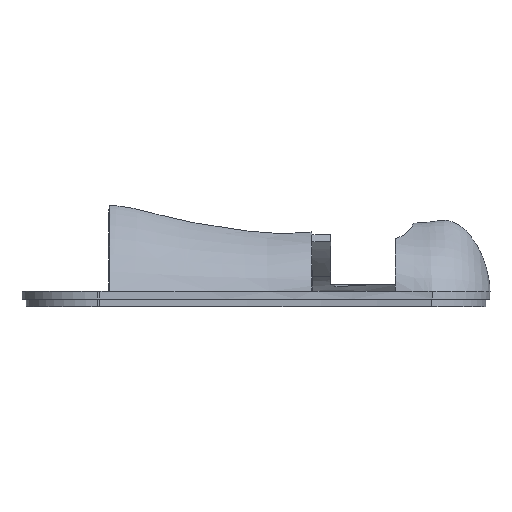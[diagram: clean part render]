
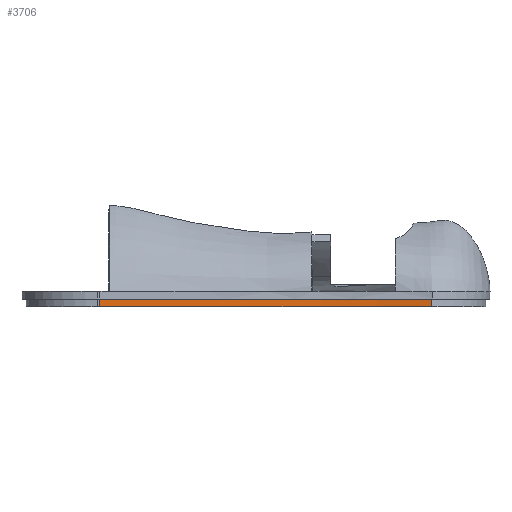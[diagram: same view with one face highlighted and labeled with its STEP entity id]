
A CAD part, left-side view. The second image highlights one B-rep face of the part: STEP entity #3706.
In plain terms, the highlighted free-form (B-spline) face has degree [3, 1] with [16, 2] control points.
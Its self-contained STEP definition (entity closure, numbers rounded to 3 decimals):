
#19 = LINE ( 'NONE', #5182, #3030 ) ;
#149 = EDGE_CURVE ( 'NONE', #5402, #3310, #3208, .T. ) ;
#197 = EDGE_CURVE ( 'NONE', #4384, #980, #19, .T. ) ;
#332 = CARTESIAN_POINT ( 'NONE',  ( 145.314, 6.257, 6. ) ) ;
#354 = CARTESIAN_POINT ( 'NONE',  ( 146.007, -30.309, 8. ) ) ;
#586 = CARTESIAN_POINT ( 'NONE',  ( 146.473, -19.325, 6. ) ) ;
#908 = CARTESIAN_POINT ( 'NONE',  ( 142.424, 35.396, 8. ) ) ;
#935 = CARTESIAN_POINT ( 'NONE',  ( 145.648, 2.61, 6. ) ) ;
#958 = CARTESIAN_POINT ( 'NONE',  ( 144.197, -44.839, 8. ) ) ;
#959 = CARTESIAN_POINT ( 'NONE',  ( 145.263, -37.59, 8. ) ) ;
#965 = CARTESIAN_POINT ( 'NONE',  ( 145.263, -37.591, 8. ) ) ;
#975 = CARTESIAN_POINT ( 'NONE',  ( 146.006, -30.311, 8. ) ) ;
#980 = VERTEX_POINT ( 'NONE', #3650 ) ;
#985 = CARTESIAN_POINT ( 'NONE',  ( 146.473, -19.329, 8. ) ) ;
#987 = CARTESIAN_POINT ( 'NONE',  ( 146.52, -15.67, 8. ) ) ;
#993 = CARTESIAN_POINT ( 'NONE',  ( 146.372, -8.357, 8. ) ) ;
#997 = CARTESIAN_POINT ( 'NONE',  ( 146.177, -4.703, 8. ) ) ;
#1004 = CARTESIAN_POINT ( 'NONE',  ( 145.649, 2.603, 8. ) ) ;
#1013 = CARTESIAN_POINT ( 'NONE',  ( 145.315, 6.249, 8. ) ) ;
#1014 = CARTESIAN_POINT ( 'NONE',  ( 144.788, 11.716, 8. ) ) ;
#1023 = CARTESIAN_POINT ( 'NONE',  ( 144.608, 13.537, 8. ) ) ;
#1030 = CARTESIAN_POINT ( 'NONE',  ( 144.251, 17.181, 8. ) ) ;
#1041 = CARTESIAN_POINT ( 'NONE',  ( 144.073, 19.003, 8. ) ) ;
#1042 = CARTESIAN_POINT ( 'NONE',  ( 141.528, 42.665, 8. ) ) ;
#1101 = B_SPLINE_SURFACE_WITH_KNOTS ( 'NONE', 3, 1, ( 
 ( #6157, #3297 ),
 ( #4486, #908 ),
 ( #5054, #1525 ),
 ( #5620, #2135 ),
 ( #6177, #2734 ),
 ( #6710, #3320 ),
 ( #7200, #3913 ),
 ( #332, #4507 ),
 ( #935, #5076 ),
 ( #1553, #5647 ),
 ( #2161, #6197 ),
 ( #2762, #6729 ),
 ( #3341, #7218 ),
 ( #3939, #354 ),
 ( #4530, #959 ),
 ( #5103, #1576 ) ),
 .UNSPECIFIED., .F., .F., .F.,
 ( 4, 2, 2, 2, 2, 2, 2, 4 ),
 ( 2, 2 ),
 ( 0., 0.25, 0.312, 0.375, 0.5, 0.625, 0.75, 1. ),
 ( 0., 1. ),
 .UNSPECIFIED. ) ;
#1102 = CARTESIAN_POINT ( 'NONE',  ( 142.425, 35.396, 8. ) ) ;
#1169 = CARTESIAN_POINT ( 'NONE',  ( 143.172, 28.112, 8. ) ) ;
#1198 = CARTESIAN_POINT ( 'NONE',  ( 145.263, -37.59, 6. ) ) ;
#1525 = CARTESIAN_POINT ( 'NONE',  ( 143.172, 28.114, 8. ) ) ;
#1553 = CARTESIAN_POINT ( 'NONE',  ( 146.177, -4.695, 6. ) ) ;
#1576 = CARTESIAN_POINT ( 'NONE',  ( 144.197, -44.839, 8. ) ) ;
#1622 = VECTOR ( 'NONE', #5410, 1000. ) ;
#1640 = EDGE_CURVE ( 'NONE', #5402, #4384, #6046, .T. ) ;
#1784 = CARTESIAN_POINT ( 'NONE',  ( 144.072, 19.007, 6. ) ) ;
#2135 = CARTESIAN_POINT ( 'NONE',  ( 144.072, 19.007, 8. ) ) ;
#2161 = CARTESIAN_POINT ( 'NONE',  ( 146.372, -8.349, 6. ) ) ;
#2390 = CARTESIAN_POINT ( 'NONE',  ( 144.608, 13.543, 6. ) ) ;
#2468 = CARTESIAN_POINT ( 'NONE',  ( 141.528, 42.665, 8. ) ) ;
#2549 = DIRECTION ( 'NONE',  ( 0., 0., -1. ) ) ;
#2734 = CARTESIAN_POINT ( 'NONE',  ( 144.251, 17.186, 8. ) ) ;
#2762 = CARTESIAN_POINT ( 'NONE',  ( 146.52, -15.664, 6. ) ) ;
#2976 = CARTESIAN_POINT ( 'NONE',  ( 145.314, 6.257, 6. ) ) ;
#3030 = VECTOR ( 'NONE', #2549, 1000. ) ;
#3063 = CARTESIAN_POINT ( 'NONE',  ( 141.528, 42.665, 6. ) ) ;
#3208 = LINE ( 'NONE', #5233, #1622 ) ;
#3297 = CARTESIAN_POINT ( 'NONE',  ( 141.528, 42.665, 8. ) ) ;
#3310 = VERTEX_POINT ( 'NONE', #3063 ) ;
#3320 = CARTESIAN_POINT ( 'NONE',  ( 144.608, 13.543, 8. ) ) ;
#3341 = CARTESIAN_POINT ( 'NONE',  ( 146.473, -19.325, 6. ) ) ;
#3553 = CARTESIAN_POINT ( 'NONE',  ( 146.177, -4.695, 6. ) ) ;
#3650 = CARTESIAN_POINT ( 'NONE',  ( 144.197, -44.839, 6. ) ) ;
#3706 = ADVANCED_FACE ( 'NONE', ( #6068 ), #1101, .F. ) ;
#3913 = CARTESIAN_POINT ( 'NONE',  ( 144.788, 11.722, 8. ) ) ;
#3939 = CARTESIAN_POINT ( 'NONE',  ( 146.007, -30.309, 6. ) ) ;
#4182 = CARTESIAN_POINT ( 'NONE',  ( 146.52, -15.664, 6. ) ) ;
#4384 = VERTEX_POINT ( 'NONE', #5472 ) ;
#4389 = B_SPLINE_CURVE_WITH_KNOTS ( 'NONE', 3,
 ( #4727, #7384, #5302, #1784, #5855, #2390, #6404, #2976, #6913, #3553, #7404, #4182, #586, #4749, #1198, #5323 ),
 .UNSPECIFIED., .F., .F.,
 ( 4, 2, 2, 2, 2, 2, 2, 4 ),
 ( 0., 0.25, 0.312, 0.375, 0.5, 0.625, 0.75, 1. ),
 .UNSPECIFIED. ) ;
#4486 = CARTESIAN_POINT ( 'NONE',  ( 142.424, 35.396, 6. ) ) ;
#4507 = CARTESIAN_POINT ( 'NONE',  ( 145.314, 6.257, 8. ) ) ;
#4530 = CARTESIAN_POINT ( 'NONE',  ( 145.263, -37.59, 6. ) ) ;
#4727 = CARTESIAN_POINT ( 'NONE',  ( 141.528, 42.665, 6. ) ) ;
#4749 = CARTESIAN_POINT ( 'NONE',  ( 146.007, -30.309, 6. ) ) ;
#5054 = CARTESIAN_POINT ( 'NONE',  ( 143.172, 28.114, 6. ) ) ;
#5076 = CARTESIAN_POINT ( 'NONE',  ( 145.648, 2.61, 8. ) ) ;
#5103 = CARTESIAN_POINT ( 'NONE',  ( 144.197, -44.839, 6. ) ) ;
#5105 = EDGE_CURVE ( 'NONE', #3310, #980, #4389, .T. ) ;
#5182 = CARTESIAN_POINT ( 'NONE',  ( 144.197, -44.839, 7.5 ) ) ;
#5233 = CARTESIAN_POINT ( 'NONE',  ( 141.528, 42.665, 7.5 ) ) ;
#5281 = ORIENTED_EDGE ( 'NONE', *, *, #197, .F. ) ;
#5302 = CARTESIAN_POINT ( 'NONE',  ( 143.172, 28.114, 6. ) ) ;
#5323 = CARTESIAN_POINT ( 'NONE',  ( 144.197, -44.839, 6. ) ) ;
#5402 = VERTEX_POINT ( 'NONE', #2468 ) ;
#5410 = DIRECTION ( 'NONE',  ( 0., 0., -1. ) ) ;
#5472 = CARTESIAN_POINT ( 'NONE',  ( 144.197, -44.839, 8. ) ) ;
#5620 = CARTESIAN_POINT ( 'NONE',  ( 144.072, 19.007, 6. ) ) ;
#5647 = CARTESIAN_POINT ( 'NONE',  ( 146.177, -4.695, 8. ) ) ;
#5855 = CARTESIAN_POINT ( 'NONE',  ( 144.251, 17.186, 6. ) ) ;
#6046 = B_SPLINE_CURVE_WITH_KNOTS ( 'NONE', 3,
 ( #1042, #1102, #1169, #1041, #1030, #1023, #1014, #1013, #1004, #997, #993, #987, #985, #975, #965, #958 ),
 .UNSPECIFIED., .F., .F.,
 ( 4, 2, 2, 2, 2, 2, 2, 4 ),
 ( 0., 0.022, 0.027, 0.033, 0.044, 0.055, 0.066, 0.088 ),
 .UNSPECIFIED. ) ;
#6068 = FACE_OUTER_BOUND ( 'NONE', #6205, .T. ) ;
#6157 = CARTESIAN_POINT ( 'NONE',  ( 141.528, 42.665, 6. ) ) ;
#6177 = CARTESIAN_POINT ( 'NONE',  ( 144.251, 17.186, 6. ) ) ;
#6197 = CARTESIAN_POINT ( 'NONE',  ( 146.372, -8.349, 8. ) ) ;
#6205 = EDGE_LOOP ( 'NONE', ( #7031, #6564, #6225, #5281 ) ) ;
#6225 = ORIENTED_EDGE ( 'NONE', *, *, #5105, .T. ) ;
#6404 = CARTESIAN_POINT ( 'NONE',  ( 144.788, 11.722, 6. ) ) ;
#6564 = ORIENTED_EDGE ( 'NONE', *, *, #149, .T. ) ;
#6710 = CARTESIAN_POINT ( 'NONE',  ( 144.608, 13.543, 6. ) ) ;
#6729 = CARTESIAN_POINT ( 'NONE',  ( 146.52, -15.664, 8. ) ) ;
#6913 = CARTESIAN_POINT ( 'NONE',  ( 145.648, 2.61, 6. ) ) ;
#7031 = ORIENTED_EDGE ( 'NONE', *, *, #1640, .F. ) ;
#7200 = CARTESIAN_POINT ( 'NONE',  ( 144.788, 11.722, 6. ) ) ;
#7218 = CARTESIAN_POINT ( 'NONE',  ( 146.473, -19.325, 8. ) ) ;
#7384 = CARTESIAN_POINT ( 'NONE',  ( 142.424, 35.396, 6. ) ) ;
#7404 = CARTESIAN_POINT ( 'NONE',  ( 146.372, -8.349, 6. ) ) ;
